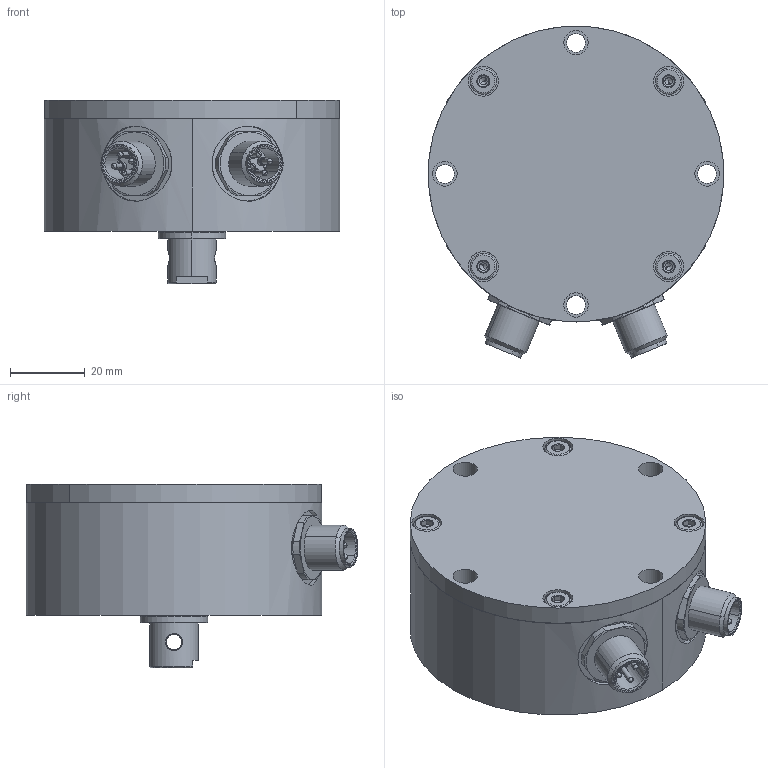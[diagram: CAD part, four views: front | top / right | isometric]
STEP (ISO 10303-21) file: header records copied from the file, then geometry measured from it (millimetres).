
FILE_DESCRIPTION (( 'STEP AP214' ), '1' );
FILE_NAME ('PWG 79 R XXX-0010-A01.STEP', '2022-04-12T09:18:12', ( '' ), ( '' ), 'SwSTEP 2.0', 'SolidWorks 2017', '' );
FILE_SCHEMA (( 'AUTOMOTIVE_DESIGN' ));
Length unit declared in the file: millimetre
Products named in the file (6): Steckverbinder_M12_M16; PWG 79 R XXX-0010-A01; M4x8_flacher Kopf; 414204_PWG 79 Deckel_F鄄_KUNDEN; Welle_1_414607_F鄄_KUNDEN; Gehäuse PWG 79 R_FÜR KUNDEN
Assembly tree (9 placements, depth 2):
  PWG 79 R XXX-0010-A01
    414204_PWG 79 Deckel_F鄄_KUNDEN
    Welle_1_414607_F鄄_KUNDEN
    Steckverbinder_M12_M16  x2
    M4x8_flacher Kopf  x4
    Gehäuse PWG 79 R_FÜR KUNDEN
Bounding box: 79 x 88.63 x 49.1 mm (x, y, z)
Volume: 137163.3 mm3; surface area: 43242.8 mm2
Topology: 9 solids, 9 shells, 909 faces, 2185 edges, 1351 vertices
Faces by surface type: plane 347, cylinder 248, bspline 188, cone 120, torus 6
Entity records: 21640 total; most frequent: CARTESIAN_POINT 6498, ORIENTED_EDGE 2252, DIRECTION 2193, EDGE_CURVE 1126, AXIS2_PLACEMENT_3D 843, VERTEX_POINT 720, EDGE_LOOP 552, VECTOR 507
